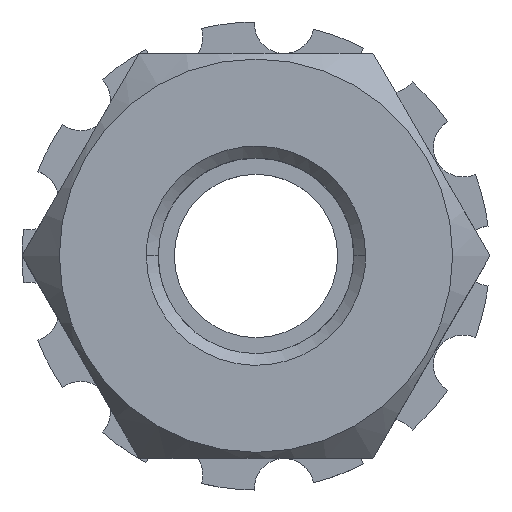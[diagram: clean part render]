
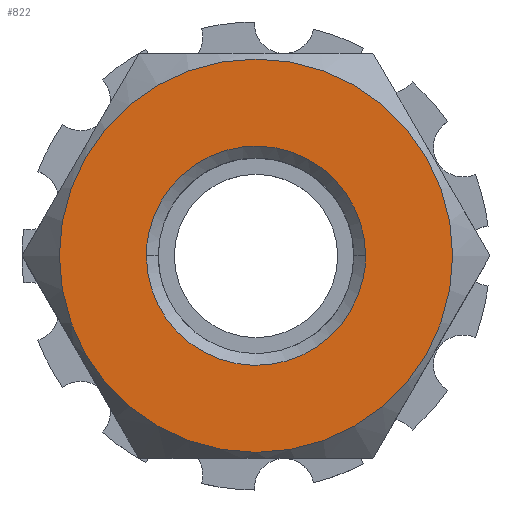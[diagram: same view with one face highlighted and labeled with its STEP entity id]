
A CAD part, top view. The second image highlights one B-rep face of the part: STEP entity #822.
In plain terms, the highlighted planar face has unit normal (0, 0, 1).
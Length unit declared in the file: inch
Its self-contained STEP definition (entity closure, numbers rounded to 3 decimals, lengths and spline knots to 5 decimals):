
#32=B_SPLINE_CURVE_WITH_KNOTS('',3,(#1395,#1396,#1397,#1398,#1399,#1400,
#1401),.UNSPECIFIED.,.F.,.F.,(4,1,1,1,4),(0.0073,0.00913,
0.01096,0.01278,0.01461),.UNSPECIFIED.);
#33=B_SPLINE_CURVE_WITH_KNOTS('',3,(#1402,#1403,#1404,#1405,#1406,#1407,
#1408),.UNSPECIFIED.,.F.,.F.,(4,1,1,1,4),(0.,0.00183,
0.00365,0.00548,0.0073),
 .UNSPECIFIED.);
#65=FACE_BOUND('',#187,.T.);
#71=CIRCLE('',#883,0.165);
#72=CIRCLE('',#884,0.165);
#142=FACE_OUTER_BOUND('',#186,.T.);
#186=EDGE_LOOP('',(#602,#603));
#187=EDGE_LOOP('',(#604,#605));
#332=VERTEX_POINT('',#1276);
#333=VERTEX_POINT('',#1278);
#350=VERTEX_POINT('',#1393);
#351=VERTEX_POINT('',#1394);
#427=EDGE_CURVE('',#333,#332,#71,.T.);
#428=EDGE_CURVE('',#332,#333,#72,.T.);
#450=EDGE_CURVE('',#350,#351,#32,.T.);
#451=EDGE_CURVE('',#351,#350,#33,.T.);
#602=ORIENTED_EDGE('',*,*,#427,.T.);
#603=ORIENTED_EDGE('',*,*,#428,.T.);
#604=ORIENTED_EDGE('',*,*,#450,.F.);
#605=ORIENTED_EDGE('',*,*,#451,.F.);
#809=PLANE('',#890);
#822=ADVANCED_FACE('',(#142,#65),#809,.T.);
#883=AXIS2_PLACEMENT_3D('',#1279,#1006,#1007);
#884=AXIS2_PLACEMENT_3D('',#1280,#1008,#1009);
#890=AXIS2_PLACEMENT_3D('',#1392,#1025,#1026);
#1006=DIRECTION('center_axis',(0.,0.,1.));
#1007=DIRECTION('ref_axis',(-1.,0.,0.));
#1008=DIRECTION('center_axis',(0.,0.,1.));
#1009=DIRECTION('ref_axis',(-1.,0.,0.));
#1025=DIRECTION('center_axis',(0.,0.,1.));
#1026=DIRECTION('ref_axis',(1.,0.,0.));
#1276=CARTESIAN_POINT('',(-0.44841,0.12265,0.121));
#1278=CARTESIAN_POINT('',(-0.77841,0.12265,0.121));
#1279=CARTESIAN_POINT('Origin',(-0.61341,0.12265,0.121));
#1280=CARTESIAN_POINT('Origin',(-0.61341,0.12265,0.121));
#1392=CARTESIAN_POINT('Origin',(-0.84897,-0.08135,0.121));
#1393=CARTESIAN_POINT('',(-0.52141,0.12265,0.121));
#1394=CARTESIAN_POINT('',(-0.70541,0.12265,0.121));
#1395=CARTESIAN_POINT('Ctrl Pts',(-0.52141,0.12265,0.121));
#1396=CARTESIAN_POINT('Ctrl Pts',(-0.52141,0.14612,0.121));
#1397=CARTESIAN_POINT('Ctrl Pts',(-0.54132,0.195,
0.121));
#1398=CARTESIAN_POINT('Ctrl Pts',(-0.61341,0.22453,0.121));
#1399=CARTESIAN_POINT('Ctrl Pts',(-0.6855,0.19476,0.121));
#1400=CARTESIAN_POINT('Ctrl Pts',(-0.70541,0.14668,
0.121));
#1401=CARTESIAN_POINT('Ctrl Pts',(-0.70541,0.12265,
0.121));
#1402=CARTESIAN_POINT('Ctrl Pts',(-0.70541,0.12265,
0.121));
#1403=CARTESIAN_POINT('Ctrl Pts',(-0.70541,0.09861,
0.121));
#1404=CARTESIAN_POINT('Ctrl Pts',(-0.6855,0.05054,
0.121));
#1405=CARTESIAN_POINT('Ctrl Pts',(-0.61341,0.02076,
0.121));
#1406=CARTESIAN_POINT('Ctrl Pts',(-0.54132,0.0503,
0.121));
#1407=CARTESIAN_POINT('Ctrl Pts',(-0.52141,0.09918,
0.121));
#1408=CARTESIAN_POINT('Ctrl Pts',(-0.52141,0.12265,0.121));
